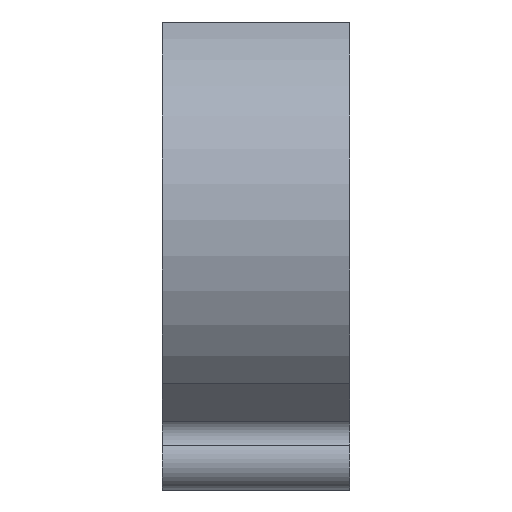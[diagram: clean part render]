
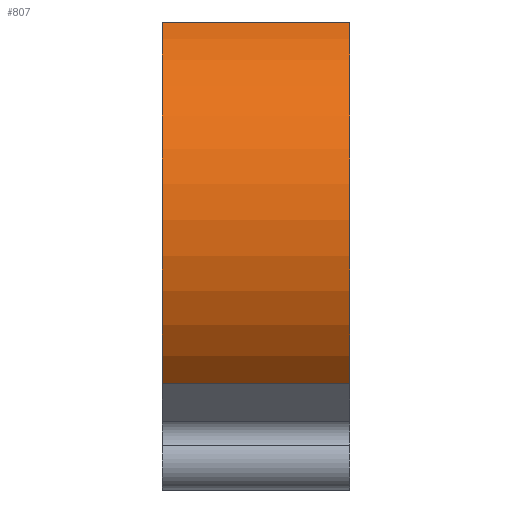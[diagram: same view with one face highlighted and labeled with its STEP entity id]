
A CAD part, left-side view. The second image highlights one B-rep face of the part: STEP entity #807.
In plain terms, the highlighted cylindrical face has radius 11.8 mm (diameter 23.6 mm), a partial arc.
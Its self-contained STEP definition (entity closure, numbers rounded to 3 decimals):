
#46 = CARTESIAN_POINT ( 'NONE',  ( 0.484, 0., 21.902 ) ) ;
#81 = DIRECTION ( 'NONE',  ( 0., -1., 0. ) ) ;
#110 = LINE ( 'NONE', #209, #229 ) ;
#117 = AXIS2_PLACEMENT_3D ( 'NONE', #220, #223, #487 ) ;
#140 = FACE_OUTER_BOUND ( 'NONE', #374, .T. ) ;
#158 = VERTEX_POINT ( 'NONE', #319 ) ;
#163 = VERTEX_POINT ( 'NONE', #46 ) ;
#209 = CARTESIAN_POINT ( 'NONE',  ( -3.344, 35.985, 2.656 ) ) ;
#220 = CARTESIAN_POINT ( 'NONE',  ( 5., 10., 11. ) ) ;
#223 = DIRECTION ( 'NONE',  ( 0., 1., 0. ) ) ;
#229 = VECTOR ( 'NONE', #81, 1000. ) ;
#263 = CIRCLE ( 'NONE', #117, 11.8 ) ;
#312 = EDGE_CURVE ( 'NONE', #158, #163, #750, .T. ) ;
#319 = CARTESIAN_POINT ( 'NONE',  ( 0.484, 10., 21.902 ) ) ;
#368 = DIRECTION ( 'NONE',  ( 0., 1., 0. ) ) ;
#371 = CARTESIAN_POINT ( 'NONE',  ( 5., 35.985, 11. ) ) ;
#374 = EDGE_LOOP ( 'NONE', ( #542, #812, #610, #589 ) ) ;
#379 = EDGE_CURVE ( 'NONE', #908, #158, #263, .T. ) ;
#454 = CYLINDRICAL_SURFACE ( 'NONE', #548, 11.8 ) ;
#471 = VERTEX_POINT ( 'NONE', #679 ) ;
#487 = DIRECTION ( 'NONE',  ( 0., 0., 1. ) ) ;
#508 = DIRECTION ( 'NONE',  ( 0., 0., 1. ) ) ;
#532 = AXIS2_PLACEMENT_3D ( 'NONE', #710, #368, #508 ) ;
#542 = ORIENTED_EDGE ( 'NONE', *, *, #379, .F. ) ;
#548 = AXIS2_PLACEMENT_3D ( 'NONE', #371, #777, #857 ) ;
#589 = ORIENTED_EDGE ( 'NONE', *, *, #312, .F. ) ;
#610 = ORIENTED_EDGE ( 'NONE', *, *, #762, .T. ) ;
#679 = CARTESIAN_POINT ( 'NONE',  ( -3.344, 0., 2.656 ) ) ;
#698 = CARTESIAN_POINT ( 'NONE',  ( -3.344, 10., 2.656 ) ) ;
#704 = VECTOR ( 'NONE', #903, 1000. ) ;
#710 = CARTESIAN_POINT ( 'NONE',  ( 5., 0., 11. ) ) ;
#712 = CIRCLE ( 'NONE', #532, 11.8 ) ;
#733 = EDGE_CURVE ( 'NONE', #908, #471, #110, .T. ) ;
#750 = LINE ( 'NONE', #830, #704 ) ;
#762 = EDGE_CURVE ( 'NONE', #471, #163, #712, .T. ) ;
#777 = DIRECTION ( 'NONE',  ( 0., -1., 0. ) ) ;
#807 = ADVANCED_FACE ( 'NONE', ( #140 ), #454, .T. ) ;
#812 = ORIENTED_EDGE ( 'NONE', *, *, #733, .T. ) ;
#830 = CARTESIAN_POINT ( 'NONE',  ( 0.484, 35.985, 21.902 ) ) ;
#857 = DIRECTION ( 'NONE',  ( 0., 0., -1. ) ) ;
#903 = DIRECTION ( 'NONE',  ( 0., -1., 0. ) ) ;
#908 = VERTEX_POINT ( 'NONE', #698 ) ;
